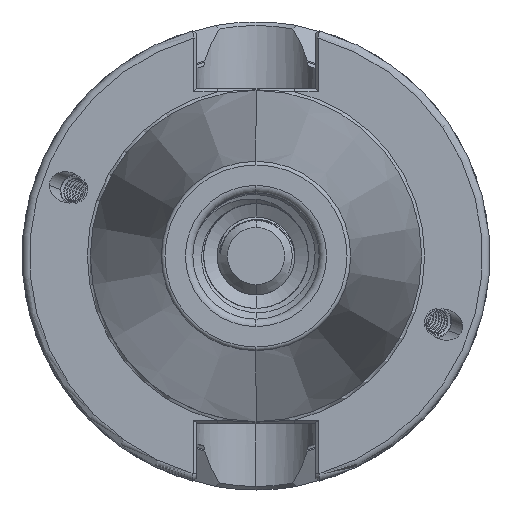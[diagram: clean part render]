
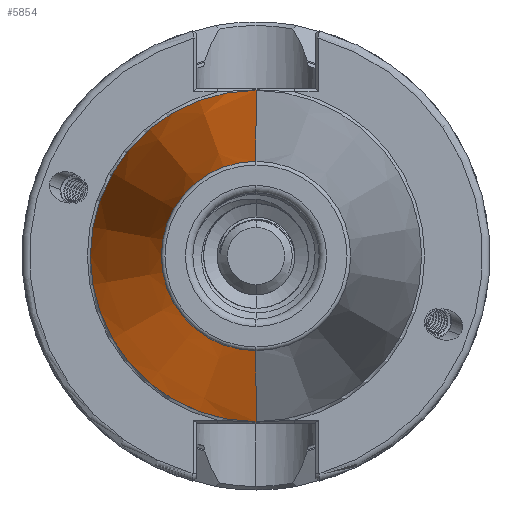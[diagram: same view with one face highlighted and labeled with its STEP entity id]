
A CAD part, left-side view. The second image highlights one B-rep face of the part: STEP entity #5854.
In plain terms, the highlighted conical face has half-angle 8.297 degrees and reference radius 22.298 mm.
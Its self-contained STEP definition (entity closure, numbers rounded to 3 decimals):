
#4105 = CARTESIAN_POINT ( 'NONE',  ( -66.972, 0., -12.75 ) ) ;
#4106 = CARTESIAN_POINT ( 'NONE',  ( -66.972, 0., 12.75 ) ) ;
#4125 = CARTESIAN_POINT ( 'NONE',  ( -1.5, 0., -22.298 ) ) ;
#4246 = CARTESIAN_POINT ( 'NONE',  ( -1.5, 0., 22.298 ) ) ;
#5707 = ORIENTED_EDGE ( 'NONE', *, *, #10300, .F. ) ;
#5716 = ORIENTED_EDGE ( 'NONE', *, *, #10297, .T. ) ;
#5747 = ORIENTED_EDGE ( 'NONE', *, *, #10305, .T. ) ;
#5750 = ORIENTED_EDGE ( 'NONE', *, *, #10285, .F. ) ;
#5854 = ADVANCED_FACE ( 'NONE', ( #17028 ), #17022, .T. ) ;
#7782 = DIRECTION ( 'NONE',  ( 1., 0., 0. ) ) ;
#7792 = DIRECTION ( 'NONE',  ( 0., 0., -1. ) ) ;
#7818 = CARTESIAN_POINT ( 'NONE',  ( -1.5, 0., 0. ) ) ;
#8551 = AXIS2_PLACEMENT_3D ( 'NONE', #7818, #7782, #7792 ) ;
#10285 = EDGE_CURVE ( 'NONE', #22749, #22827, #16812, .T. ) ;
#10297 = EDGE_CURVE ( 'NONE', #22740, #22827, #16809, .T. ) ;
#10300 = EDGE_CURVE ( 'NONE', #22739, #22749, #16817, .T. ) ;
#10305 = EDGE_CURVE ( 'NONE', #22739, #22740, #16787, .T. ) ;
#16787 = CIRCLE ( 'NONE', #22514, 12.75 ) ;
#16809 = LINE ( 'NONE', #19113, #16816 ) ;
#16812 = CIRCLE ( 'NONE', #22494, 22.298 ) ;
#16816 = VECTOR ( 'NONE', #19116, 1000. ) ;
#16817 = LINE ( 'NONE', #19173, #16818 ) ;
#16818 = VECTOR ( 'NONE', #19194, 1000. ) ;
#17022 = CONICAL_SURFACE ( 'NONE', #8551, 22.298, 0.145 ) ;
#17028 = FACE_OUTER_BOUND ( 'NONE', #22648, .T. ) ;
#19071 = DIRECTION ( 'NONE',  ( 1., 0., 0. ) ) ;
#19080 = CARTESIAN_POINT ( 'NONE',  ( -1.5, 0., 0. ) ) ;
#19104 = DIRECTION ( 'NONE',  ( 0., 0., -1. ) ) ;
#19113 = CARTESIAN_POINT ( 'NONE',  ( -1.5, 0., 22.298 ) ) ;
#19116 = DIRECTION ( 'NONE',  ( 0.99, 0., 0.144 ) ) ;
#19151 = DIRECTION ( 'NONE',  ( 0., 0., -1. ) ) ;
#19152 = CARTESIAN_POINT ( 'NONE',  ( -66.972, 0., 0. ) ) ;
#19173 = CARTESIAN_POINT ( 'NONE',  ( -1.5, 0., -22.298 ) ) ;
#19193 = DIRECTION ( 'NONE',  ( 1., 0., 0. ) ) ;
#19194 = DIRECTION ( 'NONE',  ( 0.99, 0., -0.144 ) ) ;
#22494 = AXIS2_PLACEMENT_3D ( 'NONE', #19080, #19071, #19104 ) ;
#22514 = AXIS2_PLACEMENT_3D ( 'NONE', #19152, #19193, #19151 ) ;
#22648 = EDGE_LOOP ( 'NONE', ( #5747, #5716, #5750, #5707 ) ) ;
#22739 = VERTEX_POINT ( 'NONE', #4105 ) ;
#22740 = VERTEX_POINT ( 'NONE', #4106 ) ;
#22749 = VERTEX_POINT ( 'NONE', #4125 ) ;
#22827 = VERTEX_POINT ( 'NONE', #4246 ) ;
